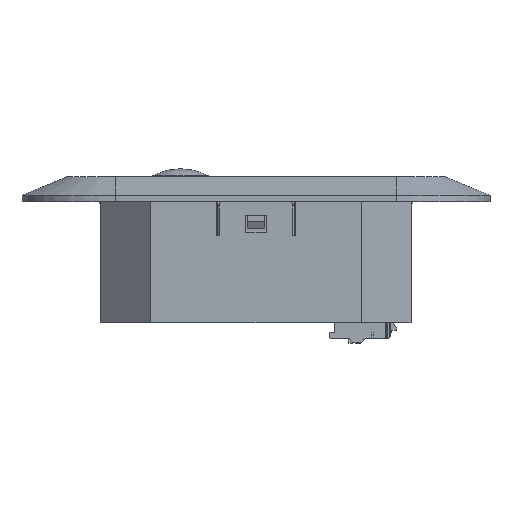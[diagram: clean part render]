
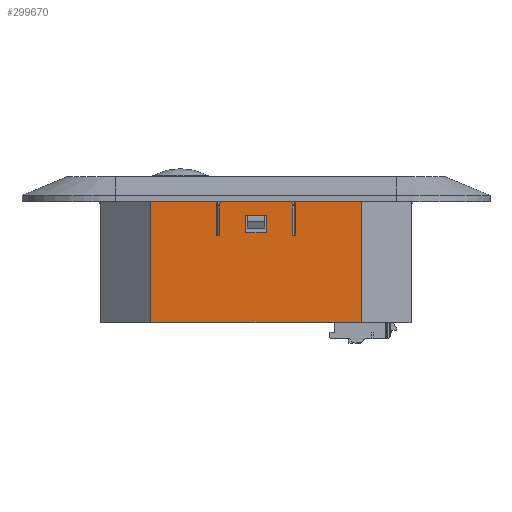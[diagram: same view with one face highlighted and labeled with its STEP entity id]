
A CAD part, front view. The second image highlights one B-rep face of the part: STEP entity #299670.
In plain terms, the highlighted face is planar.
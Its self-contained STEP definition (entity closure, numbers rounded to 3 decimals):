
#60=CARTESIAN_POINT('',(-25.,9.908,1.5));
#70=DIRECTION('',(0.,1.,0.));
#80=VECTOR('',#70,1.);
#90=LINE('',#60,#80);
#100=CARTESIAN_POINT('',(-25.,6.25,1.5));
#110=VERTEX_POINT('',#100);
#120=CARTESIAN_POINT('',(-25.,6.783,1.5));
#130=VERTEX_POINT('',#120);
#140=EDGE_CURVE('',#110,#130,#90,.T.);
#2430=CARTESIAN_POINT('',(-25.,-18.,16.37));
#2440=VERTEX_POINT('',#2430);
#2470=CARTESIAN_POINT('',(-25.,9.908,16.37));
#2480=DIRECTION('',(0.,1.,0.));
#2490=VECTOR('',#2480,1.);
#2500=LINE('',#2470,#2490);
#2510=CARTESIAN_POINT('',(-25.,18.,16.37));
#2520=VERTEX_POINT('',#2510);
#2530=EDGE_CURVE('',#2440,#2520,#2500,.T.);
#2990=CARTESIAN_POINT('',(-25.,-6.25,-3.917));
#3000=VERTEX_POINT('',#2990);
#3030=CARTESIAN_POINT('',(-25.,-6.25,10.6));
#3040=DIRECTION('',(0.,0.,-1.));
#3050=VECTOR('',#3040,1.);
#3060=LINE('',#3030,#3050);
#3070=CARTESIAN_POINT('',(-25.,-6.25,1.5));
#3080=VERTEX_POINT('',#3070);
#3090=EDGE_CURVE('',#3080,#3000,#3060,.T.);
#3310=CARTESIAN_POINT('',(-25.,6.25,-3.917));
#3320=VERTEX_POINT('',#3310);
#3420=CARTESIAN_POINT('',(-25.,6.25,10.6));
#3430=DIRECTION('',(0.,0.,-1.));
#3440=VECTOR('',#3430,1.);
#3450=LINE('',#3420,#3440);
#3460=EDGE_CURVE('',#110,#3320,#3450,.T.);
#3620=CARTESIAN_POINT('',(-25.,1.75,-2.));
#3630=VERTEX_POINT('',#3620);
#3660=CARTESIAN_POINT('',(-25.,1.75,10.6));
#3670=DIRECTION('',(0.,0.,1.));
#3680=VECTOR('',#3670,1.);
#3690=LINE('',#3660,#3680);
#3700=CARTESIAN_POINT('',(-25.,1.75,1.));
#3710=VERTEX_POINT('',#3700);
#3720=EDGE_CURVE('',#3630,#3710,#3690,.T.);
#4580=CARTESIAN_POINT('',(-25.,-2.337,-12.504));
#4590=DIRECTION('',(0.,-0.707,
-0.707));
#4600=VECTOR('',#4590,1.);
#4610=LINE('',#4580,#4600);
#4620=CARTESIAN_POINT('',(-25.,5.267,-4.9));
#4630=VERTEX_POINT('',#4620);
#4640=EDGE_CURVE('',#3320,#4630,#4610,.T.);
#5320=CARTESIAN_POINT('',(-25.,-2.337,-4.9));
#5330=DIRECTION('',(0.,1.,0.));
#5340=VECTOR('',#5330,1.);
#5350=LINE('',#5320,#5340);
#5360=CARTESIAN_POINT('',(-25.,1.5,-4.9));
#5370=VERTEX_POINT('',#5360);
#5380=EDGE_CURVE('',#5370,#4630,#5350,.T.);
#5970=CARTESIAN_POINT('',(-25.,-5.267,-4.9));
#5980=VERTEX_POINT('',#5970);
#6010=CARTESIAN_POINT('',(-25.,-22.267,12.1));
#6020=DIRECTION('',(0.,-0.707,
0.707));
#6030=VECTOR('',#6020,1.);
#6040=LINE('',#6010,#6030);
#6050=EDGE_CURVE('',#5980,#3000,#6040,.T.);
#6100=CARTESIAN_POINT('',(-25.,-2.337,-4.9));
#6110=DIRECTION('',(0.,1.,0.));
#6120=VECTOR('',#6110,1.);
#6130=LINE('',#6100,#6120);
#6140=CARTESIAN_POINT('',(-25.,-1.5,-4.9));
#6150=VERTEX_POINT('',#6140);
#6160=EDGE_CURVE('',#5980,#6150,#6130,.T.);
#6540=CARTESIAN_POINT('',(-25.,-1.5,-5.4));
#6550=VERTEX_POINT('',#6540);
#6580=CARTESIAN_POINT('',(-25.,-1.5,10.6));
#6590=DIRECTION('',(0.,0.,-1.));
#6600=VECTOR('',#6590,1.);
#6610=LINE('',#6580,#6600);
#6620=EDGE_CURVE('',#6150,#6550,#6610,.T.);
#6850=CARTESIAN_POINT('',(-25.,1.5,-5.4));
#6860=VERTEX_POINT('',#6850);
#6890=CARTESIAN_POINT('',(-25.,-2.337,-5.4));
#6900=DIRECTION('',(0.,1.,0.));
#6910=VECTOR('',#6900,1.);
#6920=LINE('',#6890,#6910);
#6930=EDGE_CURVE('',#6550,#6860,#6920,.T.);
#7110=CARTESIAN_POINT('',(-25.,1.5,10.6));
#7120=DIRECTION('',(0.,0.,1.));
#7130=VECTOR('',#7120,1.);
#7140=LINE('',#7110,#7130);
#7150=EDGE_CURVE('',#6860,#5370,#7140,.T.);
#8040=CARTESIAN_POINT('',(-25.,-1.75,1.));
#8050=VERTEX_POINT('',#8040);
#8150=CARTESIAN_POINT('',(-25.,-2.337,1.));
#8160=DIRECTION('',(0.,-1.,0.));
#8170=VECTOR('',#8160,1.);
#8180=LINE('',#8150,#8170);
#8190=EDGE_CURVE('',#3710,#8050,#8180,.T.);
#8350=CARTESIAN_POINT('',(-25.,-1.75,-2.));
#8360=VERTEX_POINT('',#8350);
#8460=CARTESIAN_POINT('',(-25.,-1.75,10.6));
#8470=DIRECTION('',(0.,0.,-1.));
#8480=VECTOR('',#8470,1.);
#8490=LINE('',#8460,#8480);
#8500=EDGE_CURVE('',#8050,#8360,#8490,.T.);
#8930=CARTESIAN_POINT('',(-25.,-2.337,-2.));
#8940=DIRECTION('',(0.,1.,0.));
#8950=VECTOR('',#8940,1.);
#8960=LINE('',#8930,#8950);
#8970=EDGE_CURVE('',#8360,#3630,#8960,.T.);
#12320=CARTESIAN_POINT('',(-25.,-6.783,1.5));
#12330=VERTEX_POINT('',#12320);
#12340=EDGE_CURVE('',#12330,#3080,#90,.T.);
#67630=CARTESIAN_POINT('',(-25.,18.,-7.3));
#67640=VERTEX_POINT('',#67630);
#67670=CARTESIAN_POINT('',(-25.,22.193,-7.3));
#67680=DIRECTION('',(0.,1.,0.));
#67690=VECTOR('',#67680,1.);
#67700=LINE('',#67670,#67690);
#67710=CARTESIAN_POINT('',(-25.,1.75,-7.3));
#67720=VERTEX_POINT('',#67710);
#67730=EDGE_CURVE('',#67720,#67640,#67700,.T.);
#67950=CARTESIAN_POINT('',(-25.,-1.75,-7.3));
#67960=VERTEX_POINT('',#67950);
#67990=CARTESIAN_POINT('',(-25.,22.193,-7.3));
#68000=DIRECTION('',(0.,-1.,0.));
#68010=VECTOR('',#68000,1.);
#68020=LINE('',#67990,#68010);
#68030=CARTESIAN_POINT('',(-25.,-18.,-7.3));
#68040=VERTEX_POINT('',#68030);
#68050=EDGE_CURVE('',#67960,#68040,#68020,.T.);
#120110=CARTESIAN_POINT('',(-25.,-6.783,5.));
#120120=DIRECTION('',(0.,0.,-1.));
#120130=VECTOR('',#120120,1.);
#120140=LINE('',#120110,#120130);
#120150=CARTESIAN_POINT('',(-25.,-6.783,-5.));
#120160=VERTEX_POINT('',#120150);
#120170=EDGE_CURVE('',#12330,#120160,#120140,.T.);
#120620=CARTESIAN_POINT('',(-25.,-1.75,-5.));
#120630=VERTEX_POINT('',#120620);
#120660=CARTESIAN_POINT('',(-25.,-1.75,5.));
#120670=DIRECTION('',(0.,0.,1.));
#120680=VECTOR('',#120670,1.);
#120690=LINE('',#120660,#120680);
#120700=EDGE_CURVE('',#67960,#120630,#120690,.T.);
#120850=CARTESIAN_POINT('',(-25.,22.193,-5.));
#120860=DIRECTION('',(0.,-1.,0.));
#120870=VECTOR('',#120860,1.);
#120880=LINE('',#120850,#120870);
#120890=EDGE_CURVE('',#120630,#120160,#120880,.T.);
#127630=CARTESIAN_POINT('',(-25.,6.783,-5.));
#127640=VERTEX_POINT('',#127630);
#127690=CARTESIAN_POINT('',(-25.,6.783,5.));
#127700=DIRECTION('',(0.,0.,1.));
#127710=VECTOR('',#127700,1.);
#127720=LINE('',#127690,#127710);
#127730=EDGE_CURVE('',#127640,#130,#127720,.T.);
#127890=CARTESIAN_POINT('',(-25.,1.75,-5.));
#127900=VERTEX_POINT('',#127890);
#127930=CARTESIAN_POINT('',(-25.,22.193,-5.));
#127940=DIRECTION('',(0.,-1.,0.));
#127950=VECTOR('',#127940,1.);
#127960=LINE('',#127930,#127950);
#127970=EDGE_CURVE('',#127640,#127900,#127960,.T.);
#128170=CARTESIAN_POINT('',(-25.,1.75,5.));
#128180=DIRECTION('',(0.,0.,-1.));
#128190=VECTOR('',#128180,1.);
#128200=LINE('',#128170,#128190);
#128210=EDGE_CURVE('',#127900,#67720,#128200,.T.);
#299160=CARTESIAN_POINT('',(-25.,-18.,0.));
#299170=DIRECTION('',(0.,0.,1.));
#299180=VECTOR('',#299170,1.);
#299190=LINE('',#299160,#299180);
#299200=EDGE_CURVE('',#68040,#2440,#299190,.T.);
#299270=CARTESIAN_POINT('',(-25.,18.,0.));
#299280=DIRECTION('',(1.,0.,0.));
#299290=DIRECTION('',(0.,1.,0.));
#299300=AXIS2_PLACEMENT_3D('',#299270,#299280,#299290);
#299310=PLANE('',#299300);
#299320=ORIENTED_EDGE('',*,*,#8970,.T.);
#299330=ORIENTED_EDGE('',*,*,#8500,.T.);
#299340=ORIENTED_EDGE('',*,*,#8190,.T.);
#299350=ORIENTED_EDGE('',*,*,#3720,.T.);
#299360=EDGE_LOOP('',(#299350,#299340,#299330,#299320));
#299370=FACE_BOUND('',#299360,.T.);
#299380=ORIENTED_EDGE('',*,*,#68050,.T.);
#299390=ORIENTED_EDGE('',*,*,#120700,.F.);
#299400=ORIENTED_EDGE('',*,*,#120890,.F.);
#299410=ORIENTED_EDGE('',*,*,#120170,.T.);
#299420=ORIENTED_EDGE('',*,*,#12340,.F.);
#299430=ORIENTED_EDGE('',*,*,#3090,.F.);
#299440=ORIENTED_EDGE('',*,*,#6050,.T.);
#299450=ORIENTED_EDGE('',*,*,#6160,.F.);
#299460=ORIENTED_EDGE('',*,*,#6620,.F.);
#299470=ORIENTED_EDGE('',*,*,#6930,.F.);
#299480=ORIENTED_EDGE('',*,*,#7150,.F.);
#299490=ORIENTED_EDGE('',*,*,#5380,.F.);
#299500=ORIENTED_EDGE('',*,*,#4640,.T.);
#299510=ORIENTED_EDGE('',*,*,#3460,.T.);
#299520=ORIENTED_EDGE('',*,*,#140,.F.);
#299530=ORIENTED_EDGE('',*,*,#127730,.T.);
#299540=ORIENTED_EDGE('',*,*,#127970,.F.);
#299550=ORIENTED_EDGE('',*,*,#128210,.F.);
#299560=ORIENTED_EDGE('',*,*,#67730,.F.);
#299570=CARTESIAN_POINT('',(-25.,18.,0.));
#299580=DIRECTION('',(0.,0.,1.));
#299590=VECTOR('',#299580,1.);
#299600=LINE('',#299570,#299590);
#299610=EDGE_CURVE('',#67640,#2520,#299600,.T.);
#299620=ORIENTED_EDGE('',*,*,#299610,.F.);
#299630=ORIENTED_EDGE('',*,*,#2530,.T.);
#299640=ORIENTED_EDGE('',*,*,#299200,.T.);
#299650=EDGE_LOOP('',(#299640,#299630,#299620,#299560,#299550,#299540,
#299530,#299520,#299510,#299500,#299490,#299480,#299470,#299460,#299450,
#299440,#299430,#299420,#299410,#299400,#299390,#299380));
#299660=FACE_OUTER_BOUND('',#299650,.T.);
#299670=ADVANCED_FACE('',(#299370,#299660),#299310,.F.);
